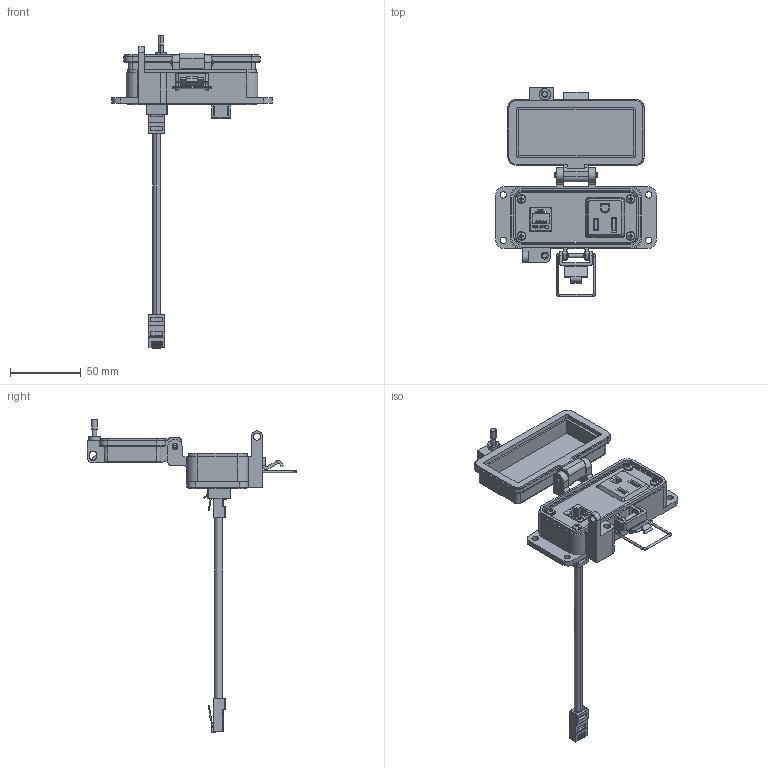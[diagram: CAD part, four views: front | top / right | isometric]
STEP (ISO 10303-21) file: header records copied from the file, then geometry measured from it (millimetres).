
FILE_DESCRIPTION (( 'STEP AP203' ), '1' );
FILE_NAME ('P-R13-F4R0_3D.STEP', '2019-07-19T19:06:27', ( '' ), ( '' ), 'SwSTEP 2.0', 'SolidWorks 2019', '' );
FILE_SCHEMA (( 'CONFIG_CONTROL_DESIGN' ));
Length unit declared in the file: millimetre
Products named in the file (12): Z-300-RJ45CAT5; 92005A124_METRIC PAN HEAD PHILLIPS MACHINE SCREW_92005A124; Z-020-3070; P-R13-F4R0_3D; R13; Z-200-OTLT-R0SQ; P-R13-F4R0_BP240_1; R; P-R13-F4R0_TP060_1; Z-H-F4_B; P-R13-F4R0_FP060_1; -F4
Assembly tree (14 placements, depth 3):
  P-R13-F4R0_3D
    P-R13-F4R0_BP240_1
    P-R13-F4R0_TP060_1
    P-R13-F4R0_FP060_1
    R13
      Z-300-RJ45CAT5
      Z-020-3070
    R
      Z-200-OTLT-R0SQ
    -F4
      Z-H-F4_B
    92005A124_METRIC PAN HEAD PHILLIPS MACHINE SCREW_92005A124  x4
Bounding box: 113 x 147.61 x 220.94 mm (x, y, z)
Volume: 104395.3 mm3; surface area: 79729.1 mm2
Topology: 24 solids, 24 shells, 2188 faces, 6098 edges, 4002 vertices
Faces by surface type: cylinder 991, plane 914, bspline 214, cone 45, torus 16, sphere 8
Entity records: 64857 total; most frequent: CARTESIAN_POINT 23306, ORIENTED_EDGE 9000, DIRECTION 7468, EDGE_CURVE 4500, VERTEX_POINT 2955, VECTOR 2906, LINE 2906, AXIS2_PLACEMENT_3D 2281
